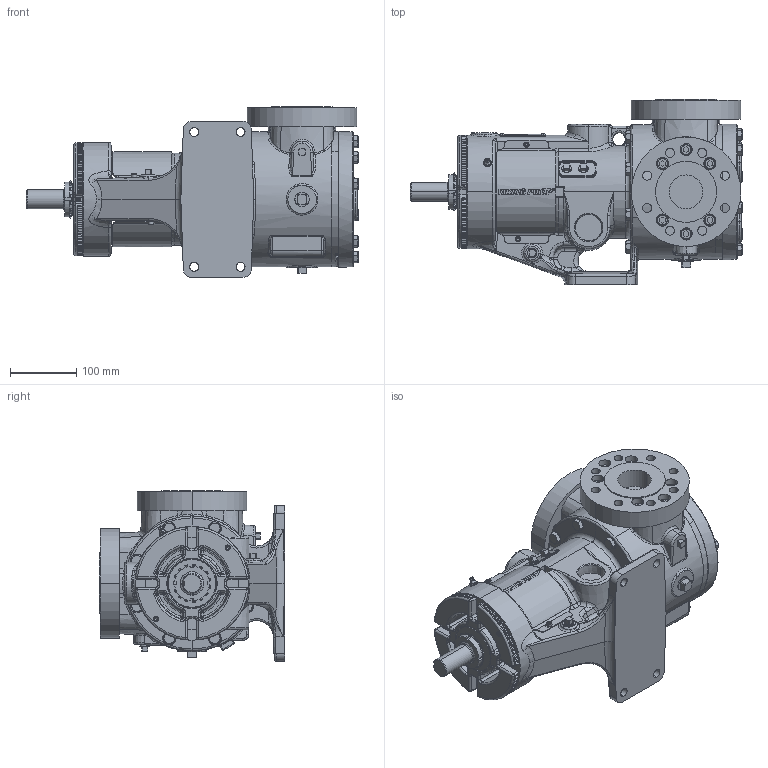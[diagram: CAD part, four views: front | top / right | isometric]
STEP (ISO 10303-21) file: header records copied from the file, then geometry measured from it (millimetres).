
FILE_DESCRIPTION (( 'STEP AP214' ), '1' );
FILE_NAME ('KV-2649.STEP', '2024-04-03T13:11:47', ( '' ), ( '' ), 'SwSTEP 2.0', 'SolidWorks 2022', '' );
FILE_SCHEMA (( 'AUTOMOTIVE_DESIGN' ));
Length unit declared in the file: inch
Products named in the file (1): KV-2649
Bounding box: 500.2 x 279.4 x 257.18 mm (x, y, z)
Volume: 11150695.8 mm3; surface area: 707334.1 mm2
Topology: 1 solids, 13 shells, 3573 faces, 9012 edges, 5595 vertices
Faces by surface type: bspline 1124, plane 1004, cone 716, cylinder 536, torus 132, sphere 61
Entity records: 198793 total; most frequent: CARTESIAN_POINT 75163, ORIENTED_EDGE 17906, DIRECTION 13232, EDGE_CURVE 8953, VERTEX_POINT 5592, AXIS2_PLACEMENT_3D 5029, EDGE_LOOP 3823, UNCERTAINTY_MEASURE_WITH_UNIT 3576
